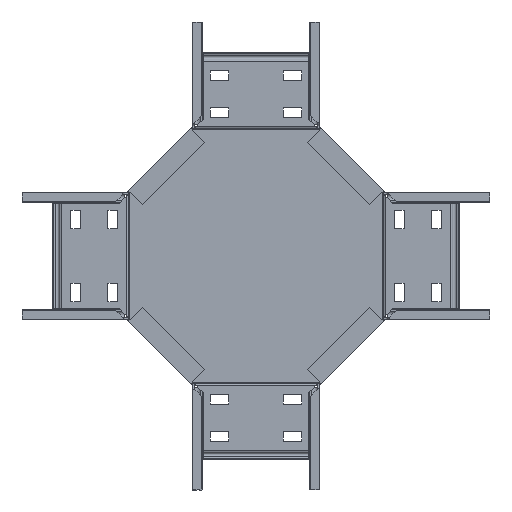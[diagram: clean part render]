
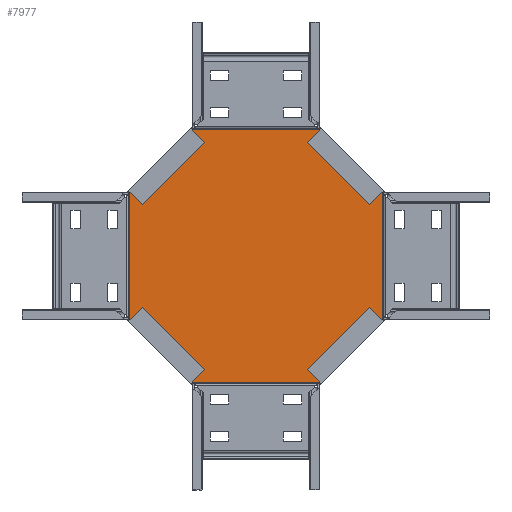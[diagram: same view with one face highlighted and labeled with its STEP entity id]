
A CAD part, front view. The second image highlights one B-rep face of the part: STEP entity #7977.
In plain terms, the highlighted planar face has unit normal (0, -1, 0).
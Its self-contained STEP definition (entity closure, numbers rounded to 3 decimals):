
#7 = VECTOR ( 'NONE', #3722, 1000. ) ;
#77 = EDGE_CURVE ( 'NONE', #9499, #6458, #6866, .T. ) ;
#536 = CARTESIAN_POINT ( 'NONE',  ( 0., -0.75, 95.749 ) ) ;
#560 = EDGE_LOOP ( 'NONE', ( #9510, #7274, #5767, #9645, #3900, #6878, #5411, #991 ) ) ;
#643 = EDGE_CURVE ( 'NONE', #8222, #6101, #9395, .T. ) ;
#821 = DIRECTION ( 'NONE',  ( 0.707, 0., 0.707 ) ) ;
#991 = ORIENTED_EDGE ( 'NONE', *, *, #1663, .F. ) ;
#1177 = LINE ( 'NONE', #7588, #8535 ) ;
#1387 = CARTESIAN_POINT ( 'NONE',  ( 39.75, -0.75, 103.573 ) ) ;
#1496 = LINE ( 'NONE', #8884, #5365 ) ;
#1566 = EDGE_CURVE ( 'NONE', #3309, #4209, #1496, .T. ) ;
#1663 = EDGE_CURVE ( 'NONE', #6458, #6101, #1177, .T. ) ;
#1716 = DIRECTION ( 'NONE',  ( 0., 0., -1. ) ) ;
#1720 = CARTESIAN_POINT ( 'NONE',  ( -47.574, -0.75, -95.749 ) ) ;
#1780 = LINE ( 'NONE', #4243, #7952 ) ;
#1863 = VECTOR ( 'NONE', #6170, 1000. ) ;
#1901 = DIRECTION ( 'NONE',  ( -0.707, 0., -0.707 ) ) ;
#1952 = CARTESIAN_POINT ( 'NONE',  ( 47.574, -0.75, -95.749 ) ) ;
#2235 = VERTEX_POINT ( 'NONE', #3089 ) ;
#2378 = CARTESIAN_POINT ( 'NONE',  ( 0., -0.75, 0. ) ) ;
#2387 = CARTESIAN_POINT ( 'NONE',  ( 95.749, -0.75, 47.574 ) ) ;
#3089 = CARTESIAN_POINT ( 'NONE',  ( -47.574, -0.75, 95.749 ) ) ;
#3133 = EDGE_CURVE ( 'NONE', #2235, #3309, #8090, .T. ) ;
#3300 = EDGE_CURVE ( 'NONE', #9499, #2235, #7708, .T. ) ;
#3309 = VERTEX_POINT ( 'NONE', #3769 ) ;
#3487 = DIRECTION ( 'NONE',  ( 0., 0., -1. ) ) ;
#3564 = EDGE_CURVE ( 'NONE', #6202, #4209, #1780, .T. ) ;
#3722 = DIRECTION ( 'NONE',  ( -1., 0., 0. ) ) ;
#3729 = VECTOR ( 'NONE', #6023, 1000. ) ;
#3769 = CARTESIAN_POINT ( 'NONE',  ( -95.749, -0.75, 47.574 ) ) ;
#3785 = PLANE ( 'NONE',  #6988 ) ;
#3900 = ORIENTED_EDGE ( 'NONE', *, *, #3564, .F. ) ;
#4137 = EDGE_CURVE ( 'NONE', #8222, #6202, #8668, .T. ) ;
#4209 = VERTEX_POINT ( 'NONE', #10288 ) ;
#4243 = CARTESIAN_POINT ( 'NONE',  ( -39.75, -0.75, -103.573 ) ) ;
#5054 = VECTOR ( 'NONE', #821, 1000. ) ;
#5365 = VECTOR ( 'NONE', #1716, 1000. ) ;
#5411 = ORIENTED_EDGE ( 'NONE', *, *, #643, .T. ) ;
#5709 = CARTESIAN_POINT ( 'NONE',  ( 47.574, -0.75, 95.749 ) ) ;
#5767 = ORIENTED_EDGE ( 'NONE', *, *, #3133, .T. ) ;
#6023 = DIRECTION ( 'NONE',  ( 0.707, 0., -0.707 ) ) ;
#6101 = VERTEX_POINT ( 'NONE', #6924 ) ;
#6170 = DIRECTION ( 'NONE',  ( -1., 0., 0. ) ) ;
#6202 = VERTEX_POINT ( 'NONE', #1720 ) ;
#6215 = CARTESIAN_POINT ( 'NONE',  ( 39.75, -0.75, -103.573 ) ) ;
#6221 = CARTESIAN_POINT ( 'NONE',  ( 0., -0.75, -95.749 ) ) ;
#6373 = DIRECTION ( 'NONE',  ( 0., 0., -1. ) ) ;
#6458 = VERTEX_POINT ( 'NONE', #2387 ) ;
#6866 = LINE ( 'NONE', #1387, #3729 ) ;
#6878 = ORIENTED_EDGE ( 'NONE', *, *, #4137, .F. ) ;
#6924 = CARTESIAN_POINT ( 'NONE',  ( 95.749, -0.75, -47.574 ) ) ;
#6988 = AXIS2_PLACEMENT_3D ( 'NONE', #2378, #7269, #6373 ) ;
#7269 = DIRECTION ( 'NONE',  ( 0., -1., 0. ) ) ;
#7274 = ORIENTED_EDGE ( 'NONE', *, *, #3300, .T. ) ;
#7448 = DIRECTION ( 'NONE',  ( -0.707, 0., 0.707 ) ) ;
#7588 = CARTESIAN_POINT ( 'NONE',  ( 95.749, -0.75, 0. ) ) ;
#7708 = LINE ( 'NONE', #536, #7 ) ;
#7952 = VECTOR ( 'NONE', #7448, 1000. ) ;
#7977 = ADVANCED_FACE ( 'NONE', ( #10171 ), #3785, .T. ) ;
#8038 = VECTOR ( 'NONE', #1901, 1000. ) ;
#8090 = LINE ( 'NONE', #9078, #8038 ) ;
#8222 = VERTEX_POINT ( 'NONE', #1952 ) ;
#8535 = VECTOR ( 'NONE', #3487, 1000. ) ;
#8668 = LINE ( 'NONE', #6221, #1863 ) ;
#8884 = CARTESIAN_POINT ( 'NONE',  ( -95.749, -0.75, 0. ) ) ;
#9078 = CARTESIAN_POINT ( 'NONE',  ( -39.75, -0.75, 103.573 ) ) ;
#9395 = LINE ( 'NONE', #6215, #5054 ) ;
#9499 = VERTEX_POINT ( 'NONE', #5709 ) ;
#9510 = ORIENTED_EDGE ( 'NONE', *, *, #77, .F. ) ;
#9645 = ORIENTED_EDGE ( 'NONE', *, *, #1566, .T. ) ;
#10171 = FACE_OUTER_BOUND ( 'NONE', #560, .T. ) ;
#10288 = CARTESIAN_POINT ( 'NONE',  ( -95.749, -0.75, -47.574 ) ) ;
